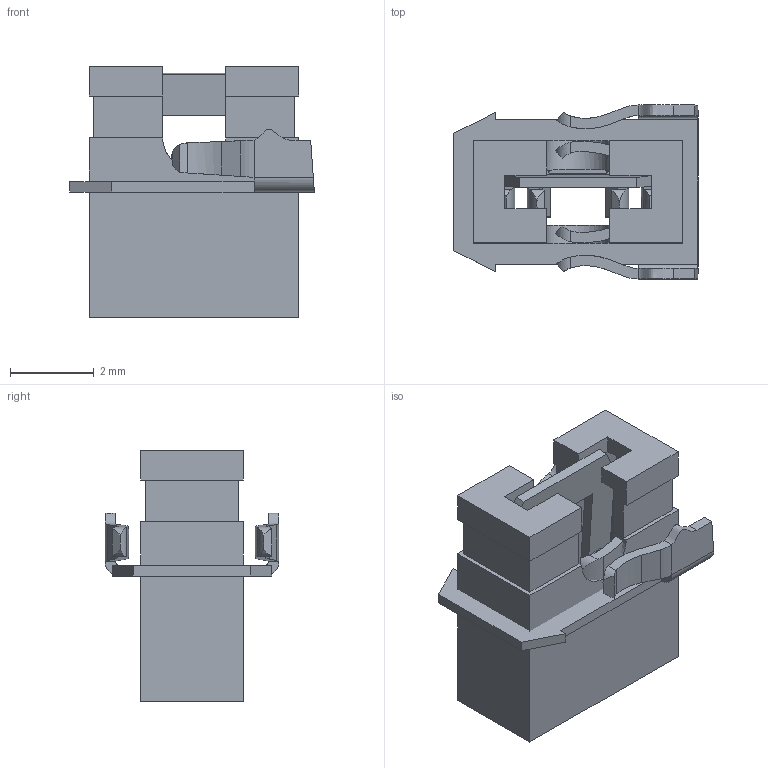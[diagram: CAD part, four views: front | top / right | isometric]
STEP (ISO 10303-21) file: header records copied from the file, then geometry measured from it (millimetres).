
FILE_DESCRIPTION( ( 'Unknown' ), '1' );
FILE_NAME( '60900213421_BLACK.stp', 'Unknown', ( 'Unknown' ), ( 'Unknown' ), 'PSStep 14.0', 'Unknown', ' ' );
FILE_SCHEMA( ( 'AUTOMOTIVE_DESIGN { 1 0 10303 214 1 1 1 1 }' ) );
Length unit declared in the file: millimetre
Products named in the file (3): Assem1; 60900213421; 60900213421_Housing
Bounding box: 5.84 x 4.15 x 5.98 mm (x, y, z)
Volume: 79.8 mm3; surface area: 445.6 mm2
Topology: 4 solids, 4 shells, 274 faces, 724 edges, 456 vertices
Faces by surface type: plane 186, cylinder 84, extrusion 4
Entity records: 5374 total; most frequent: CARTESIAN_POINT 830, ORIENTED_EDGE 724, DIRECTION 694, EDGE_CURVE 362, VECTOR 266, LINE 264, VERTEX_POINT 228, AXIS2_PLACEMENT_3D 214
